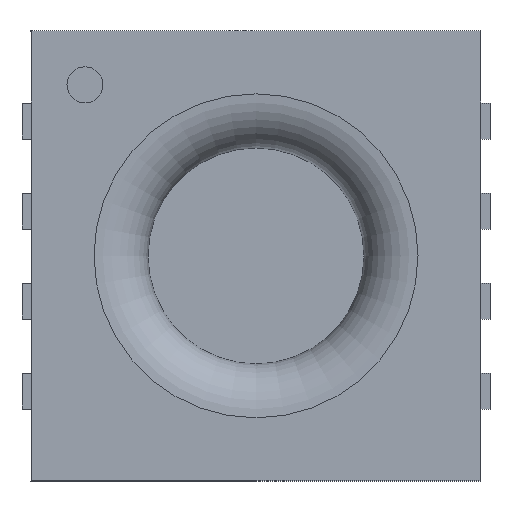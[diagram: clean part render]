
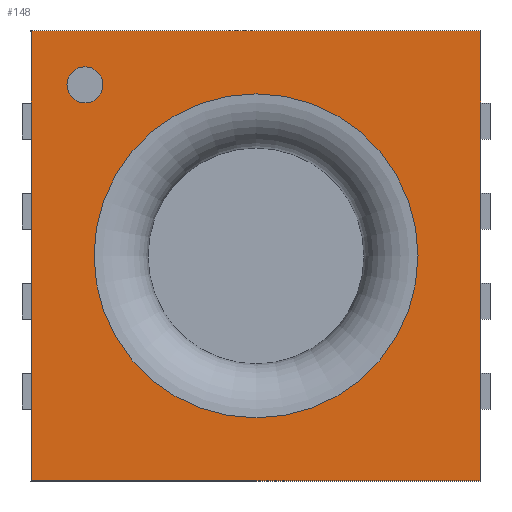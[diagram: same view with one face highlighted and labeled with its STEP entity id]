
A CAD part, top view. The second image highlights one B-rep face of the part: STEP entity #148.
In plain terms, the highlighted planar face has unit normal (0, 0, 1).
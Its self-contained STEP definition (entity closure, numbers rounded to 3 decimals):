
#148 = ADVANCED_FACE( '', ( #292, #293, #294 ), #295, .T. );
#292 = FACE_OUTER_BOUND( '', #429, .T. );
#293 = FACE_BOUND( '', #430, .T. );
#294 = FACE_BOUND( '', #431, .T. );
#295 = PLANE( '', #432 );
#429 = EDGE_LOOP( '', ( #817, #818, #819, #820 ) );
#430 = EDGE_LOOP( '', ( #821 ) );
#431 = EDGE_LOOP( '', ( #822 ) );
#432 = AXIS2_PLACEMENT_3D( '', #823, #824, #825 );
#817 = ORIENTED_EDGE( '', *, *, #961, .T. );
#818 = ORIENTED_EDGE( '', *, *, #950, .T. );
#819 = ORIENTED_EDGE( '', *, *, #896, .T. );
#820 = ORIENTED_EDGE( '', *, *, #890, .T. );
#821 = ORIENTED_EDGE( '', *, *, #967, .T. );
#822 = ORIENTED_EDGE( '', *, *, #925, .T. );
#823 = CARTESIAN_POINT( '', ( 0., 0., 1. ) );
#824 = DIRECTION( '', ( 0., 0., 1. ) );
#825 = DIRECTION( '', ( 1., 0., 0. ) );
#890 = EDGE_CURVE( '', #1095, #1093, #1096, .T. );
#896 = EDGE_CURVE( '', #1104, #1095, #1105, .T. );
#925 = EDGE_CURVE( '', #1143, #1143, #1144, .T. );
#950 = EDGE_CURVE( '', #1175, #1104, #1176, .T. );
#961 = EDGE_CURVE( '', #1093, #1175, #1189, .T. );
#967 = EDGE_CURVE( '', #1196, #1196, #1197, .F. );
#1093 = VERTEX_POINT( '', #1378 );
#1095 = VERTEX_POINT( '', #1381 );
#1096 = LINE( '', #1382, #1383 );
#1104 = VERTEX_POINT( '', #1395 );
#1105 = LINE( '', #1396, #1397 );
#1143 = VERTEX_POINT( '', #1455 );
#1144 = CIRCLE( '', #1456, 0.1 );
#1175 = VERTEX_POINT( '', #1501 );
#1176 = LINE( '', #1502, #1503 );
#1189 = LINE( '', #1522, #1523 );
#1196 = VERTEX_POINT( '', #1533 );
#1197 = CIRCLE( '', #1534, 0.9 );
#1378 = CARTESIAN_POINT( '', ( 1.25, -1.25, 1. ) );
#1381 = CARTESIAN_POINT( '', ( -1.25, -1.25, 1. ) );
#1382 = CARTESIAN_POINT( '', ( -1.25, -1.25, 1. ) );
#1383 = VECTOR( '', #1604, 1000. );
#1395 = CARTESIAN_POINT( '', ( -1.25, 1.25, 1. ) );
#1396 = CARTESIAN_POINT( '', ( -1.25, 1.25, 1. ) );
#1397 = VECTOR( '', #1609, 1000. );
#1455 = CARTESIAN_POINT( '', ( -0.85, 0.95, 1. ) );
#1456 = AXIS2_PLACEMENT_3D( '', #1633, #1634, #1635 );
#1501 = CARTESIAN_POINT( '', ( 1.25, 1.25, 1. ) );
#1502 = CARTESIAN_POINT( '', ( 1.25, 1.25, 1. ) );
#1503 = VECTOR( '', #1650, 1000. );
#1522 = CARTESIAN_POINT( '', ( 1.25, -1.25, 1. ) );
#1523 = VECTOR( '', #1657, 1000. );
#1533 = CARTESIAN_POINT( '', ( 0.9, 0., 1. ) );
#1534 = AXIS2_PLACEMENT_3D( '', #1664, #1665, #1666 );
#1604 = DIRECTION( '', ( 1., 0., 0. ) );
#1609 = DIRECTION( '', ( 0., -1., 0. ) );
#1633 = CARTESIAN_POINT( '', ( -0.95, 0.95, 1. ) );
#1634 = DIRECTION( '', ( 0., 0., -1. ) );
#1635 = DIRECTION( '', ( 1., 0., 0. ) );
#1650 = DIRECTION( '', ( -1., 0., 0. ) );
#1657 = DIRECTION( '', ( 0., 1., 0. ) );
#1664 = CARTESIAN_POINT( '', ( 0., 0., 1. ) );
#1665 = DIRECTION( '', ( 0., 0., 1. ) );
#1666 = DIRECTION( '', ( 1., 0., 0. ) );
